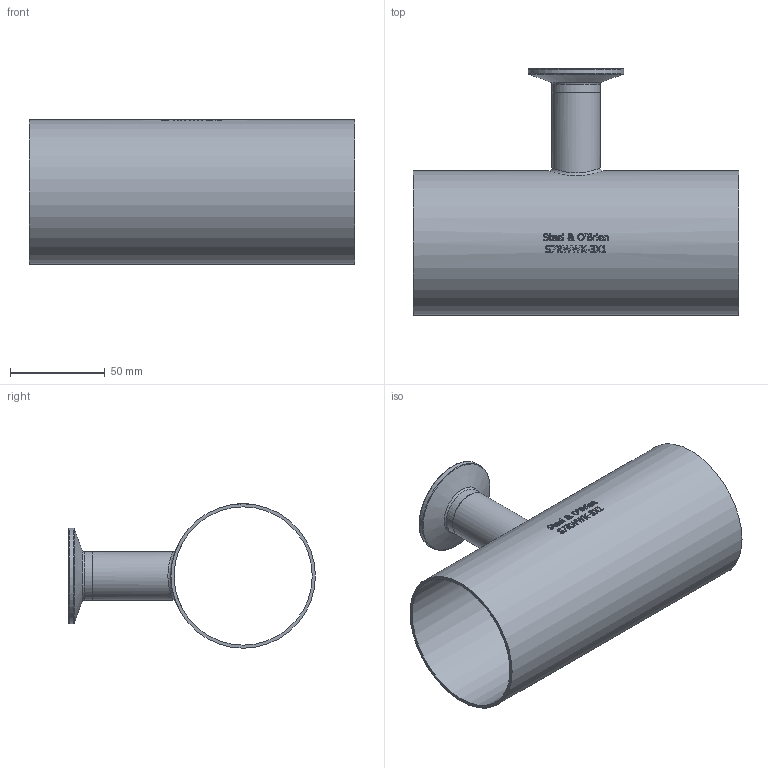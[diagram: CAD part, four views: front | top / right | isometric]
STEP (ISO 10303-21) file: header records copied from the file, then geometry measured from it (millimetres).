
FILE_DESCRIPTION(/* description */ (''),/* implementation_level */ '2;1');
FILE_NAME(/* name */ 'S7RWWK-3X1.stp',/* time_stamp */ '2018-11-29T10:33:51-05:00',/* author */ ('ken'),/* organization */ (''),/* preprocessor_version */ 'ST-DEVELOPER v15.2',/* originating_system */ 'Autodesk Inventor 2014',/* authorisation */ '');
FILE_SCHEMA (('AUTOMOTIVE_DESIGN { 1 0 10303 214 3 1 1 }'));
Length unit declared in the file: inch
Products named in the file (1): S7RWWK-3X1
Bounding box: 171.45 x 130.18 x 76.2 mm (x, y, z)
Volume: 79210.3 mm3; surface area: 91744 mm2
Topology: 1 solids, 1 shells, 395 faces, 1060 edges, 703 vertices
Faces by surface type: plane 180, bspline 163, cylinder 40, torus 9, cone 3
Full cylindrical faces by diameter (mm): 22.098 x2, 25.4 x2, 50.394 x1, 72.898 x1, 76.2 x1
Entity records: 15411 total; most frequent: CARTESIAN_POINT 6440, ORIENTED_EDGE 2072, DIRECTION 1390, EDGE_CURVE 1036, VERTEX_POINT 699, LINE 494, VECTOR 494, EDGE_LOOP 455
